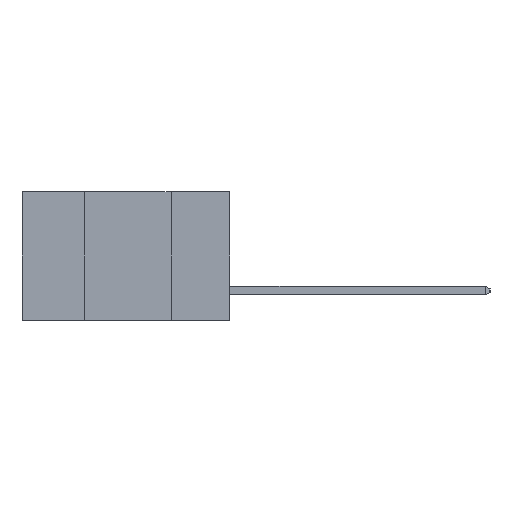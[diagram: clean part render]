
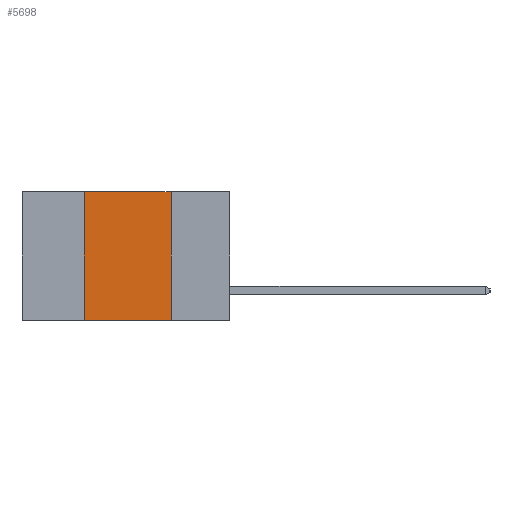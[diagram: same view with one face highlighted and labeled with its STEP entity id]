
A CAD part, left-side view. The second image highlights one B-rep face of the part: STEP entity #5698.
In plain terms, the highlighted planar face has unit normal (-1, 0, 0).
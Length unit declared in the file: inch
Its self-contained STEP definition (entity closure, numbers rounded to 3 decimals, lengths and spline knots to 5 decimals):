
#45 = VERTEX_POINT ( 'NONE', #1216 ) ;
#705 = DIRECTION ( 'NONE',  ( 0., 0., -1. ) ) ;
#908 = DIRECTION ( 'NONE',  ( 0., 0., -1. ) ) ;
#1216 = CARTESIAN_POINT ( 'NONE',  ( 0., 0.42, -0.37 ) ) ;
#1691 = CARTESIAN_POINT ( 'NONE',  ( 0., 0.6, 0. ) ) ;
#1726 = VERTEX_POINT ( 'NONE', #12039 ) ;
#2114 = DIRECTION ( 'NONE',  ( 0., -1., 0. ) ) ;
#2421 = EDGE_LOOP ( 'NONE', ( #10744, #14033, #7826, #11125 ) ) ;
#5698 = ADVANCED_FACE ( 'NONE', ( #6289 ), #12278, .F. ) ;
#6289 = FACE_OUTER_BOUND ( 'NONE', #2421, .T. ) ;
#6756 = CARTESIAN_POINT ( 'NONE',  ( 0., 0.42, 0. ) ) ;
#6858 = LINE ( 'NONE', #6756, #12661 ) ;
#7826 = ORIENTED_EDGE ( 'NONE', *, *, #11612, .F. ) ;
#7998 = DIRECTION ( 'NONE',  ( 0., 0., 1. ) ) ;
#8155 = VERTEX_POINT ( 'NONE', #12505 ) ;
#8605 = DIRECTION ( 'NONE',  ( 1., 0., 0. ) ) ;
#9068 = VECTOR ( 'NONE', #2114, 39.37008 ) ;
#9139 = EDGE_CURVE ( 'NONE', #45, #1726, #15646, .T. ) ;
#9233 = CARTESIAN_POINT ( 'NONE',  ( 0., 0.42, 0. ) ) ;
#9329 = DIRECTION ( 'NONE',  ( 0., -1., 0. ) ) ;
#9524 = LINE ( 'NONE', #1691, #15697 ) ;
#9525 = VERTEX_POINT ( 'NONE', #9233 ) ;
#9717 = LINE ( 'NONE', #12142, #15911 ) ;
#10638 = AXIS2_PLACEMENT_3D ( 'NONE', #15995, #8605, #908 ) ;
#10744 = ORIENTED_EDGE ( 'NONE', *, *, #12453, .F. ) ;
#11125 = ORIENTED_EDGE ( 'NONE', *, *, #9139, .T. ) ;
#11612 = EDGE_CURVE ( 'NONE', #45, #9525, #6858, .T. ) ;
#12039 = CARTESIAN_POINT ( 'NONE',  ( 0., 0.17, -0.37 ) ) ;
#12142 = CARTESIAN_POINT ( 'NONE',  ( 0., 0.17, 0. ) ) ;
#12278 = PLANE ( 'NONE',  #10638 ) ;
#12453 = EDGE_CURVE ( 'NONE', #8155, #1726, #9717, .T. ) ;
#12505 = CARTESIAN_POINT ( 'NONE',  ( 0., 0.17, 0. ) ) ;
#12661 = VECTOR ( 'NONE', #7998, 39.37008 ) ;
#14033 = ORIENTED_EDGE ( 'NONE', *, *, #15883, .F. ) ;
#15646 = LINE ( 'NONE', #15886, #9068 ) ;
#15697 = VECTOR ( 'NONE', #9329, 39.37008 ) ;
#15883 = EDGE_CURVE ( 'NONE', #9525, #8155, #9524, .T. ) ;
#15886 = CARTESIAN_POINT ( 'NONE',  ( 0., 0.6, -0.37 ) ) ;
#15911 = VECTOR ( 'NONE', #705, 39.37008 ) ;
#15995 = CARTESIAN_POINT ( 'NONE',  ( 0., 0.6, 0. ) ) ;
